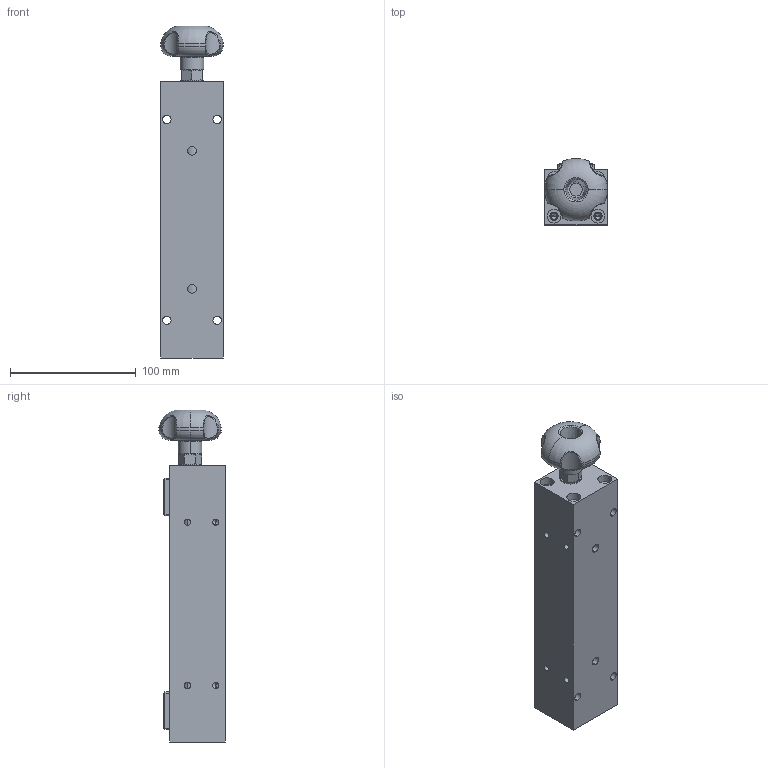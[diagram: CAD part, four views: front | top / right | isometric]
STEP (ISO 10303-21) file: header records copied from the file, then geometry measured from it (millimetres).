
FILE_DESCRIPTION (( 'STEP AP214' ), '1' );
FILE_NAME ('250617 STEP 1-300430-03_0651.STEP', '2025-06-17T13:59:48', ( '' ), ( '' ), 'SwSTEP 2.0', 'SolidWorks 2024', '' );
FILE_SCHEMA (( 'AUTOMOTIVE_DESIGN' ));
Length unit declared in the file: millimetre
Products named in the file (1): 250617 STEP 1-300430-03_0651
Bounding box: 50 x 52.84 x 264.39 mm (x, y, z)
Volume: 407975.4 mm3; surface area: 93624.7 mm2
Topology: 1 solids, 3 shells, 461 faces, 1205 edges, 758 vertices
Faces by surface type: plane 171, cylinder 129, bspline 85, cone 66, torus 10
Entity records: 19708 total; most frequent: CARTESIAN_POINT 8882, ORIENTED_EDGE 2362, DIRECTION 2001, EDGE_CURVE 1181, VERTEX_POINT 758, AXIS2_PLACEMENT_3D 685, VECTOR 631, LINE 631
